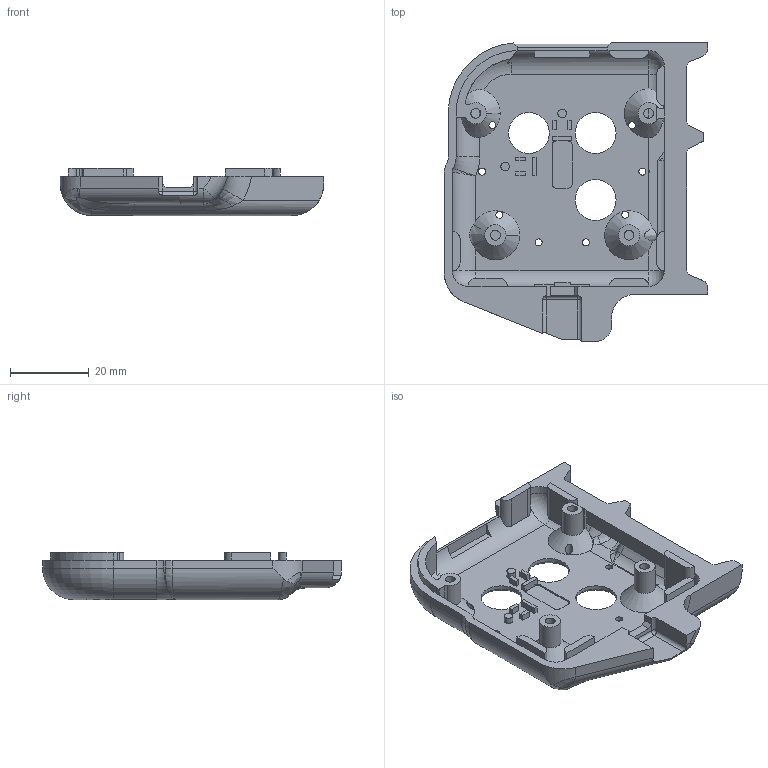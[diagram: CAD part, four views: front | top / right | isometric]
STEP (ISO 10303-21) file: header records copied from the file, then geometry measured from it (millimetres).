
FILE_DESCRIPTION(('HOOPS Exchange Step'),'2;1');
FILE_NAME('temp_export','2021-02-13T23:03:34+19:00',('poastoast'),('Shapr3D Limited'),'HOOPS Exchange 2020.2','Shapr3D','Authorized');
FILE_SCHEMA( ('AP203_CONFIGURATION_CONTROLLED_3D_DESIGN_OF_MECHANICAL_PARTS_AND_ASSEMBLIES_MIM_LF') );
Length unit declared in the file: millimetre
Products named in the file (1): AEA3B7EF-D22B-4411-980C-4C083B2B5A4B.tmp
Bounding box: 67 x 76 x 12 mm (x, y, z)
Volume: 15280.4 mm3; surface area: 12607.5 mm2
Topology: 1 solids, 1 shells, 280 faces, 755 edges, 478 vertices
Faces by surface type: plane 122, cylinder 89, bspline 28, cone 20, torus 17, sphere 4
Full cylindrical faces by diameter (mm): 1.8 x8, 2.2 x2, 2.5 x4, 5.4 x2, 10.4 x3
Entity records: 16413 total; most frequent: CARTESIAN_POINT 9517, ORIENTED_EDGE 1490, DIRECTION 1357, EDGE_CURVE 745, AXIS2_PLACEMENT_3D 490, VERTEX_POINT 478, VECTOR 377, LINE 377
